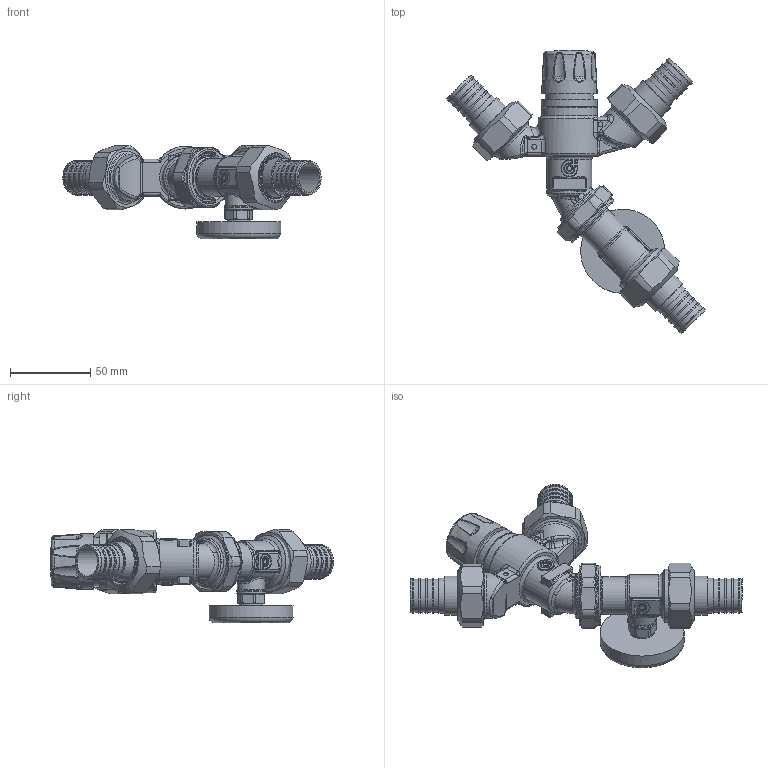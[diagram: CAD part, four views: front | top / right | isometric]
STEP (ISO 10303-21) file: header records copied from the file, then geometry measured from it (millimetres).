
FILE_DESCRIPTION(/* description */ (''),/* implementation_level */ '2;1');
FILE_NAME(/* name */ '520614A 001_Simplify_1.stp',/* time_stamp */ '2025-07-31T14:59:25-05:00',/* author */ ('ischreiner'),/* organization */ (''),/* preprocessor_version */ 'ST-DEVELOPER v20',/* originating_system */ 'Autodesk Inventor 2025',/* authorisation */ '');
FILE_SCHEMA (('AUTOMOTIVE_DESIGN { 1 0 10303 214 3 1 1 }'));
Products named in the file (1): 520614A 001_Simplify_1
Bounding box: 160.65 x 176.04 x 57.97 mm (x, y, z)
Volume: 226734 mm3; surface area: 69549.7 mm2
Topology: 9 solids, 9 shells, 1524 faces, 3500 edges, 1924 vertices
Faces by surface type: cylinder 481, bspline 404, plane 263, torus 194, sphere 112, cone 70
Full cylindrical faces by diameter (mm): 3 x2, 15.24 x1, 15.875 x1, 17 x1, 18 x1, 18.161 x3, 19.812 x3, 20.701 x12, 21.742 x15, 23.5 x1, 24 x1, 24.384 x3, 26.416 x3, 26.924 x3, 28 x2, 29.6 x1, 29.972 x3, 30.302 x3, 30.5 x1, 33.1 x4, 34.5 x1, 37 x2, 52.324 x1
Entity records: 72475 total; most frequent: CARTESIAN_POINT 39310, ORIENTED_EDGE 6728, DIRECTION 6351, EDGE_CURVE 3364, AXIS2_PLACEMENT_3D 2735, VERTEX_POINT 1924, EDGE_LOOP 1606, STYLED_ITEM 1533
